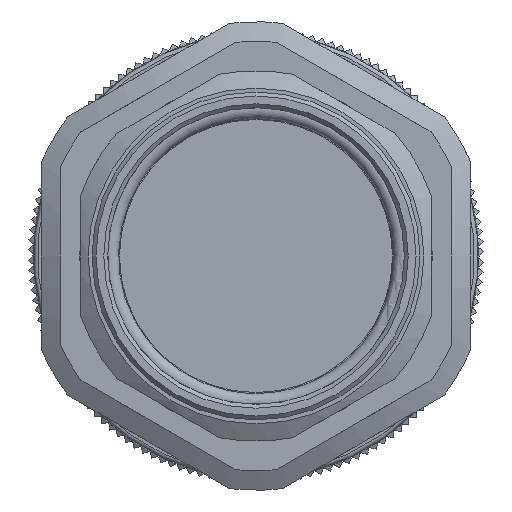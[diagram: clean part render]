
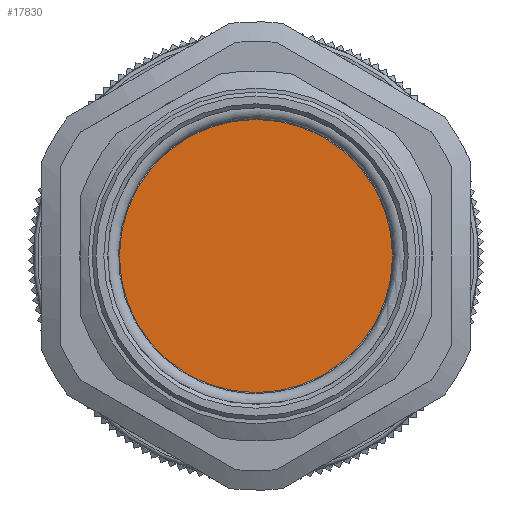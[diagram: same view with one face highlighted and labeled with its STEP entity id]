
A CAD part, left-side view. The second image highlights one B-rep face of the part: STEP entity #17830.
In plain terms, the highlighted planar face has unit normal (-1, 0, 0).
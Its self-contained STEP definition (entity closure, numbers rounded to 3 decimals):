
#4920=FACE_OUTER_BOUND('',#5978,.T.);
#5978=EDGE_LOOP('',(#11975));
#7103=CIRCLE('',#18911,17.5);
#7568=VERTEX_POINT('',#23434);
#9278=EDGE_CURVE('',#7568,#7568,#7103,.T.);
#11975=ORIENTED_EDGE('',*,*,#9278,.F.);
#17368=PLANE('',#18910);
#17830=ADVANCED_FACE('',(#4920),#17368,.F.);
#18910=AXIS2_PLACEMENT_3D('',#23433,#20105,#20106);
#18911=AXIS2_PLACEMENT_3D('',#23435,#20107,#20108);
#20105=DIRECTION('center_axis',(1.,0.,0.));
#20106=DIRECTION('ref_axis',(0.,0.,-1.));
#20107=DIRECTION('center_axis',(1.,0.,0.));
#20108=DIRECTION('ref_axis',(0.,1.,0.));
#23433=CARTESIAN_POINT('Origin',(4.561,-1.467,0.));
#23434=CARTESIAN_POINT('',(4.561,-18.967,0.));
#23435=CARTESIAN_POINT('Origin',(4.561,-1.467,0.));
